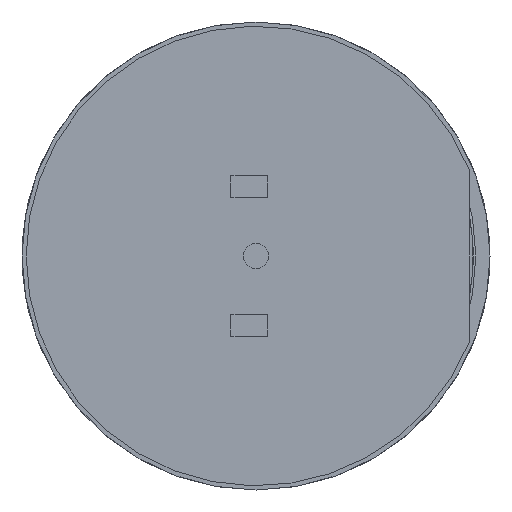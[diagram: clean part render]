
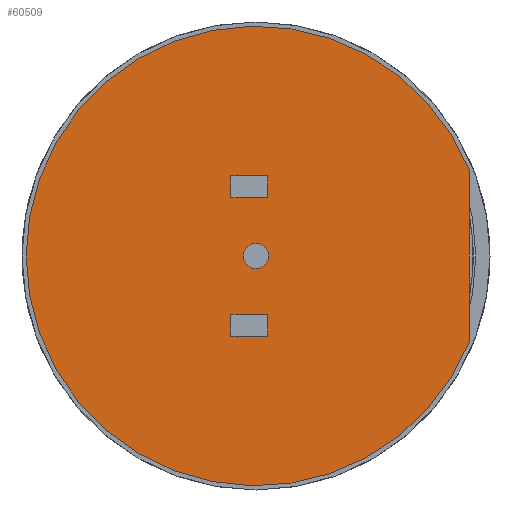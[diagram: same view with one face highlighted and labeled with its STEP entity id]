
A CAD part, front view. The second image highlights one B-rep face of the part: STEP entity #60509.
In plain terms, the highlighted planar face has unit normal (0, -1, 0).
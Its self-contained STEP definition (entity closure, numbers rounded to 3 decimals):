
#1=DIRECTION('',(0.,0.,-1.));
#2=VECTOR('',#1,10.296);
#3=CARTESIAN_POINT('',(12.75,-14.75,5.148));
#4=LINE('',#3,#2);
#5=CARTESIAN_POINT('',(0.,-14.75,0.));
#6=DIRECTION('',(0.,-1.,0.));
#7=DIRECTION('',(-1.,0.,0.));
#8=AXIS2_PLACEMENT_3D('',#5,#6,#7);
#10=CARTESIAN_POINT('',(0.,-14.75,0.));
#11=DIRECTION('',(0.,-1.,0.));
#12=DIRECTION('',(1.,0.,0.));
#13=AXIS2_PLACEMENT_3D('',#10,#11,#12);
#15=DIRECTION('',(0.,0.,1.));
#16=VECTOR('',#15,1.3);
#17=CARTESIAN_POINT('',(0.7,-14.75,-4.8));
#18=LINE('',#17,#16);
#19=DIRECTION('',(-1.,0.,0.));
#20=VECTOR('',#19,2.2);
#21=CARTESIAN_POINT('',(0.7,-14.75,-3.5));
#22=LINE('',#21,#20);
#23=DIRECTION('',(0.,0.,-1.));
#24=VECTOR('',#23,1.3);
#25=CARTESIAN_POINT('',(-1.5,-14.75,-3.5));
#26=LINE('',#25,#24);
#27=DIRECTION('',(1.,0.,0.));
#28=VECTOR('',#27,2.2);
#29=CARTESIAN_POINT('',(-1.5,-14.75,-4.8));
#30=LINE('',#29,#28);
#31=DIRECTION('',(-1.,0.,0.));
#32=VECTOR('',#31,2.2);
#33=CARTESIAN_POINT('',(0.7,-14.75,4.8));
#34=LINE('',#33,#32);
#35=DIRECTION('',(0.,0.,-1.));
#36=VECTOR('',#35,1.3);
#37=CARTESIAN_POINT('',(-1.5,-14.75,4.8));
#38=LINE('',#37,#36);
#39=DIRECTION('',(1.,0.,0.));
#40=VECTOR('',#39,2.2);
#41=CARTESIAN_POINT('',(-1.5,-14.75,3.5));
#42=LINE('',#41,#40);
#43=DIRECTION('',(0.,0.,1.));
#44=VECTOR('',#43,1.3);
#45=CARTESIAN_POINT('',(0.7,-14.75,3.5));
#46=LINE('',#45,#44);
#47=CARTESIAN_POINT('',(0.,-14.75,0.));
#48=DIRECTION('',(0.,-1.,0.));
#49=DIRECTION('',(0.927,0.,0.374));
#50=AXIS2_PLACEMENT_3D('',#47,#48,#49);
#60388=CARTESIAN_POINT('',(12.75,-14.75,5.148));
#60389=CARTESIAN_POINT('',(12.75,-14.75,-5.148));
#60390=VERTEX_POINT('',#60388);
#60391=VERTEX_POINT('',#60389);
#60404=CARTESIAN_POINT('',(-0.75,-14.75,0.));
#60405=CARTESIAN_POINT('',(0.75,-14.75,0.));
#60406=VERTEX_POINT('',#60404);
#60407=VERTEX_POINT('',#60405);
#60424=CARTESIAN_POINT('',(0.7,-14.75,-4.8));
#60425=CARTESIAN_POINT('',(0.7,-14.75,-3.5));
#60426=VERTEX_POINT('',#60424);
#60427=VERTEX_POINT('',#60425);
#60428=CARTESIAN_POINT('',(-1.5,-14.75,-3.5));
#60429=VERTEX_POINT('',#60428);
#60430=CARTESIAN_POINT('',(-1.5,-14.75,-4.8));
#60431=VERTEX_POINT('',#60430);
#60432=CARTESIAN_POINT('',(0.7,-14.75,4.8));
#60433=CARTESIAN_POINT('',(-1.5,-14.75,4.8));
#60434=VERTEX_POINT('',#60432);
#60435=VERTEX_POINT('',#60433);
#60436=CARTESIAN_POINT('',(-1.5,-14.75,3.5));
#60437=VERTEX_POINT('',#60436);
#60438=CARTESIAN_POINT('',(0.7,-14.75,3.5));
#60439=VERTEX_POINT('',#60438);
#60472=CARTESIAN_POINT('',(0.,-14.75,0.));
#60473=DIRECTION('',(0.,1.,0.));
#60474=DIRECTION('',(0.,0.,-1.));
#60475=AXIS2_PLACEMENT_3D('',#60472,#60473,#60474);
#60476=PLANE('',#60475);
#60478=ORIENTED_EDGE('',*,*,#60477,.T.);
#60480=ORIENTED_EDGE('',*,*,#60479,.F.);
#60481=EDGE_LOOP('',(#60478,#60480));
#60482=FACE_OUTER_BOUND('',#60481,.F.);
#60484=ORIENTED_EDGE('',*,*,#60483,.T.);
#60486=ORIENTED_EDGE('',*,*,#60485,.T.);
#60487=EDGE_LOOP('',(#60484,#60486));
#60488=FACE_BOUND('',#60487,.F.);
#60490=ORIENTED_EDGE('',*,*,#60489,.T.);
#60492=ORIENTED_EDGE('',*,*,#60491,.T.);
#60494=ORIENTED_EDGE('',*,*,#60493,.T.);
#60496=ORIENTED_EDGE('',*,*,#60495,.T.);
#60497=EDGE_LOOP('',(#60490,#60492,#60494,#60496));
#60498=FACE_BOUND('',#60497,.F.);
#60500=ORIENTED_EDGE('',*,*,#60499,.T.);
#60502=ORIENTED_EDGE('',*,*,#60501,.T.);
#60504=ORIENTED_EDGE('',*,*,#60503,.T.);
#60506=ORIENTED_EDGE('',*,*,#60505,.T.);
#60507=EDGE_LOOP('',(#60500,#60502,#60504,#60506));
#60508=FACE_BOUND('',#60507,.F.);
#9=CIRCLE('',#8,0.75);
#14=CIRCLE('',#13,0.75);
#51=CIRCLE('',#50,13.75);
#60477=EDGE_CURVE('',#60390,#60391,#4,.T.);
#60479=EDGE_CURVE('',#60390,#60391,#51,.T.);
#60483=EDGE_CURVE('',#60406,#60407,#9,.T.);
#60485=EDGE_CURVE('',#60407,#60406,#14,.T.);
#60489=EDGE_CURVE('',#60426,#60427,#18,.T.);
#60491=EDGE_CURVE('',#60427,#60429,#22,.T.);
#60493=EDGE_CURVE('',#60429,#60431,#26,.T.);
#60495=EDGE_CURVE('',#60431,#60426,#30,.T.);
#60499=EDGE_CURVE('',#60434,#60435,#34,.T.);
#60501=EDGE_CURVE('',#60435,#60437,#38,.T.);
#60503=EDGE_CURVE('',#60437,#60439,#42,.T.);
#60505=EDGE_CURVE('',#60439,#60434,#46,.T.);
#60509=ADVANCED_FACE('',(#60482,#60488,#60498,#60508),#60476,.F.);
